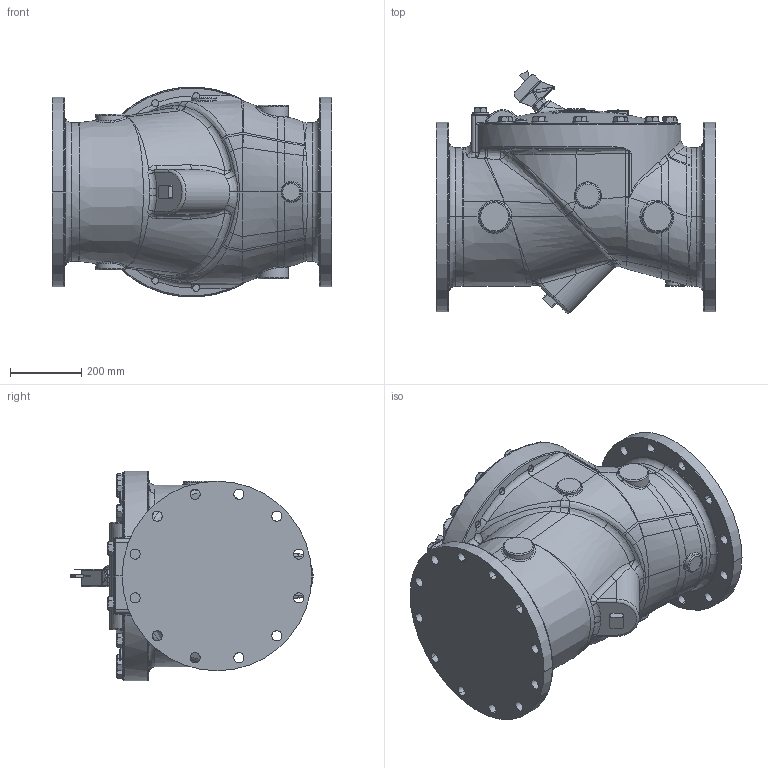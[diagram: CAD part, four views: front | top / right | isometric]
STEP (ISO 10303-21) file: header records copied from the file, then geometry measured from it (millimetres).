
FILE_DESCRIPTION((''),'2;1');
FILE_NAME('514AMI_SW0001','2023-11-01T09:30:33',('jlesh'),(''),'CREO PARAMETRIC BY PTC INC, 2023072','CREO PARAMETRIC BY PTC INC, 2023072','');
FILE_SCHEMA(('AUTOMOTIVE_DESIGN { 1 0 10303 214 1 1 1 1 }'));
Length unit declared in the file: inch
Products named in the file (1): 514AMI_SW0001
Bounding box: 787.4 x 681.63 x 590.45 mm (x, y, z)
Volume: 140695362.4 mm3; surface area: 2213469.4 mm2
Topology: 1 solids, 2 shells, 1016 faces, 2385 edges, 1420 vertices
Faces by surface type: bspline 299, plane 241, cylinder 207, torus 156, cone 94, sphere 17, extrusion 2
Entity records: 69482 total; most frequent: CARTESIAN_POINT 41881, ORIENTED_EDGE 4754, DIRECTION 3999, EDGE_CURVE 2377, AXIS2_PLACEMENT_3D 1711, VERTEX_POINT 1420, COLOUR_RGB 1333, EDGE_LOOP 1129
